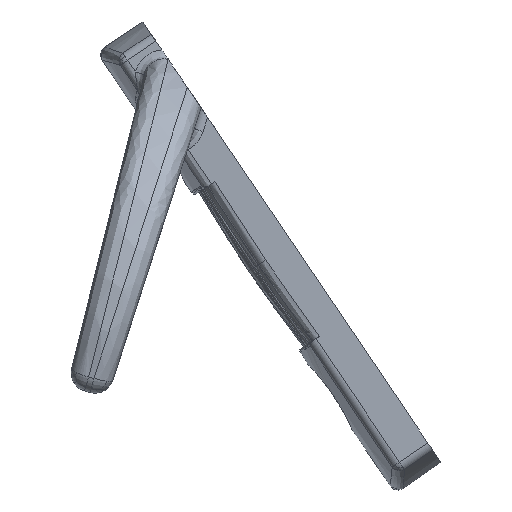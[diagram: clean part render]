
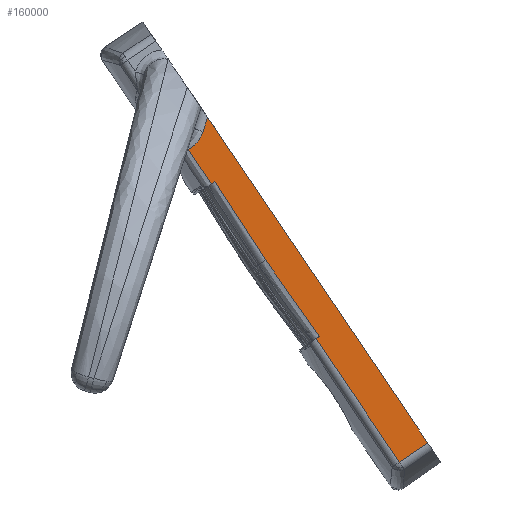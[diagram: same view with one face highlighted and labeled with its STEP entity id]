
A CAD part, left-side view. The second image highlights one B-rep face of the part: STEP entity #160000.
In plain terms, the highlighted planar face has unit normal (-1, 0, 0).
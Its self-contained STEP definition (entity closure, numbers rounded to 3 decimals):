
#18010=CARTESIAN_POINT('',(14.682,19.016,
46.337));
#18020=VERTEX_POINT('',#18010);
#18050=CARTESIAN_POINT('',(14.682,-19.093,
72.122));
#18060=DIRECTION('',(0.,0.828,
-0.56));
#18070=VECTOR('',#18060,1.);
#18080=LINE('',#18050,#18070);
#18090=CARTESIAN_POINT('',(14.682,15.983,
48.389));
#18100=VERTEX_POINT('',#18090);
#18110=EDGE_CURVE('',#18100,#18020,#18080,.T.);
#23210=CARTESIAN_POINT('',(14.682,33.351,
67.978));
#23220=VERTEX_POINT('',#23210);
#23970=CARTESIAN_POINT('',(14.682,38.787,
76.374));
#23980=VERTEX_POINT('',#23970);
#24010=CARTESIAN_POINT('',(14.682,50.104,
96.188));
#24020=CARTESIAN_POINT('',(14.682,49.334,
94.799));
#24030=CARTESIAN_POINT('',(14.682,48.563,
93.41));
#24040=CARTESIAN_POINT('',(14.682,47.792,
92.021));
#24050=CARTESIAN_POINT('',(14.682,47.021,
90.632));
#24060=CARTESIAN_POINT('',(14.682,46.251,
89.242));
#24070=CARTESIAN_POINT('',(14.682,45.48,
87.853));
#24080=CARTESIAN_POINT('',(14.682,44.634,
86.329));
#24090=CARTESIAN_POINT('',(14.682,44.498,
86.084));
#24100=CARTESIAN_POINT('',(14.682,44.361,
85.84));
#24110=CARTESIAN_POINT('',(14.682,44.227,
85.599));
#24120=CARTESIAN_POINT('',(14.682,44.086,
85.349));
#24130=CARTESIAN_POINT('',(14.682,43.951,
85.108));
#24140=CARTESIAN_POINT('',(14.682,43.61,
84.507));
#24150=CARTESIAN_POINT('',(14.682,43.41,
84.154));
#24160=CARTESIAN_POINT('',(14.682,43.009,
83.451));
#24170=CARTESIAN_POINT('',(14.682,42.606,
82.75));
#24180=CARTESIAN_POINT('',(14.682,41.995,
81.698));
#24190=CARTESIAN_POINT('',(14.682,41.378,
80.649));
#24200=CARTESIAN_POINT('',(14.682,40.548,
79.255));
#24210=CARTESIAN_POINT('',(14.682,39.919,
78.214));
#24220=CARTESIAN_POINT('',(14.682,38.65,
76.139));
#24230=CARTESIAN_POINT('',(14.682,37.575,
74.42));
#24240=CARTESIAN_POINT('',(14.682,36.485,
72.711));
#24250=CARTESIAN_POINT('',(14.682,35.602,
71.35));
#24260=CARTESIAN_POINT('',(14.682,34.708,
69.997));
#24270=CARTESIAN_POINT('',(14.682,34.033,
68.986));
#24280=CARTESIAN_POINT('',(14.682,33.351,
67.978));
#24290=B_SPLINE_CURVE_WITH_KNOTS('',7,(#24010,#24020,#24030,#24040,
#24050,#24060,#24070,#24080,#24090,#24100,#24110,#24120,#24130,#24140,
#24150,#24160,#24170,#24180,#24190,#24200,#24210,#24220,#24230,#24240,
#24250,#24260,#24270,#24280),.UNSPECIFIED.,.F.,.F.,(8,6,6,2,2,2,2,8),(0.
,0.469,0.559,0.689,0.819
,0.949,1.079,1.469),.UNSPECIFIED.);
#24300=EDGE_CURVE('',#23980,#23220,#24290,.T.);
#33310=CARTESIAN_POINT('',(14.682,-16.758,0.));
#33320=DIRECTION('',(0.,-0.56,
-0.828));
#33330=VECTOR('',#33320,1.);
#33340=LINE('',#33310,#33330);
#33350=CARTESIAN_POINT('',(14.682,39.549,
83.217));
#33360=VERTEX_POINT('',#33350);
#33370=EDGE_CURVE('',#33360,#18100,#33340,.T.);
#136440=CARTESIAN_POINT('',(14.682,40.033,
81.72));
#136450=VERTEX_POINT('',#136440);
#136500=CARTESIAN_POINT('',(14.682,40.041,
81.694));
#136510=DIRECTION('',(0.,0.308,
-0.952));
#136520=VECTOR('',#136510,1.);
#136530=LINE('',#136500,#136520);
#136540=EDGE_CURVE('',#33360,#136450,#136530,.T.);
#137090=CARTESIAN_POINT('',(14.682,41.647,
79.785));
#137100=CARTESIAN_POINT('',(14.682,41.529,
79.848));
#137110=CARTESIAN_POINT('',(14.682,41.418,
79.908));
#137120=CARTESIAN_POINT('',(14.682,41.009,
80.194));
#137130=CARTESIAN_POINT('',(14.682,40.753,
80.446));
#137140=CARTESIAN_POINT('',(14.682,40.38,
80.949));
#137150=CARTESIAN_POINT('',(14.682,40.242,
81.194));
#137160=CARTESIAN_POINT('',(14.682,40.132,
81.452));
#137170=CARTESIAN_POINT('',(14.682,40.121,
81.478));
#137180=CARTESIAN_POINT('',(14.682,40.085,
81.568));
#137190=CARTESIAN_POINT('',(14.682,40.059,
81.648));
#137200=CARTESIAN_POINT('',(14.682,40.033,
81.72));
#137210=B_SPLINE_CURVE_WITH_KNOTS('',3,(#137090,#137100,#137110,#137120,
#137130,#137140,#137150,#137160,#137170,#137180,#137190,#137200),
.UNSPECIFIED.,.F.,.F.,(4,2,2,2,2,4),(0.,0.355,
1.255,1.925,2.001,2.186),
.UNSPECIFIED.);
#137220=CARTESIAN_POINT('',(14.682,41.647,
79.785));
#137230=VERTEX_POINT('',#137220);
#137240=EDGE_CURVE('',#137230,#136450,#137210,.T.);
#156170=CARTESIAN_POINT('',(14.682,22.074,
50.857));
#156180=DIRECTION('',(0.,0.56,
0.828));
#156190=VECTOR('',#156180,1.);
#156200=LINE('',#156170,#156190);
#156210=CARTESIAN_POINT('',(14.682,39.166,
76.118));
#156220=VERTEX_POINT('',#156210);
#156230=EDGE_CURVE('',#156220,#137230,#156200,.T.);
#159240=CARTESIAN_POINT('',(14.682,13.198,
-72.297));
#159250=DIRECTION('',(-1.,0.,0.));
#159260=DIRECTION('',(0.,1.,0.));
#159270=AXIS2_PLACEMENT_3D('',#159240,#159250,#159260);
#159280=PLANE('',#159270);
#159290=ORIENTED_EDGE('',*,*,#18110,.F.);
#159300=CARTESIAN_POINT('',(14.682,45.05,
84.814));
#159310=DIRECTION('',(0.,-0.56,
-0.828));
#159320=VECTOR('',#159310,1.);
#159330=LINE('',#159300,#159320);
#159340=CARTESIAN_POINT('',(14.682,27.958,
59.552));
#159350=VERTEX_POINT('',#159340);
#159360=EDGE_CURVE('',#159350,#18020,#159330,.T.);
#159370=ORIENTED_EDGE('',*,*,#159360,.T.);
#159380=CARTESIAN_POINT('',(14.682,-11.209,
86.053));
#159390=DIRECTION('',(0.,-0.828,
0.56));
#159400=VECTOR('',#159390,1.);
#159410=LINE('',#159380,#159400);
#159420=CARTESIAN_POINT('',(14.682,27.579,
59.809));
#159430=VERTEX_POINT('',#159420);
#159440=EDGE_CURVE('',#159350,#159430,#159410,.T.);
#159450=ORIENTED_EDGE('',*,*,#159440,.F.);
#159460=CARTESIAN_POINT('',(14.682,33.351,
67.978));
#159470=CARTESIAN_POINT('',(14.682,32.72,
67.046));
#159480=CARTESIAN_POINT('',(14.682,32.084,
66.117));
#159490=CARTESIAN_POINT('',(14.682,31.442,
65.192));
#159500=CARTESIAN_POINT('',(14.682,30.796,
64.27));
#159510=CARTESIAN_POINT('',(14.682,29.814,
62.888));
#159520=CARTESIAN_POINT('',(14.682,29.483,
62.425));
#159530=CARTESIAN_POINT('',(14.682,29.15,
61.962));
#159540=CARTESIAN_POINT('',(14.682,28.816,
61.5));
#159550=CARTESIAN_POINT('',(14.682,28.146,
60.579));
#159560=CARTESIAN_POINT('',(14.682,27.809,
60.12));
#159570=CARTESIAN_POINT('',(14.682,27.471,
59.661));
#159580=CARTESIAN_POINT('',(14.682,27.132,
59.204));
#159590=CARTESIAN_POINT('',(14.682,26.707,
58.633));
#159600=CARTESIAN_POINT('',(14.682,26.621,
58.519));
#159610=CARTESIAN_POINT('',(14.682,26.536,
58.405));
#159620=CARTESIAN_POINT('',(14.682,26.451,
58.291));
#159630=CARTESIAN_POINT('',(14.682,26.28,
58.063));
#159640=CARTESIAN_POINT('',(14.682,26.194,
57.949));
#159650=CARTESIAN_POINT('',(14.682,26.109,
57.835));
#159660=CARTESIAN_POINT('',(14.682,26.023,
57.721));
#159670=CARTESIAN_POINT('',(14.682,25.766,
57.38));
#159680=CARTESIAN_POINT('',(14.682,25.594,
57.153));
#159690=CARTESIAN_POINT('',(14.682,25.422,
56.926));
#159700=CARTESIAN_POINT('',(14.682,25.249,
56.7));
#159710=CARTESIAN_POINT('',(14.682,24.731,
56.021));
#159720=CARTESIAN_POINT('',(14.682,24.384,
55.569));
#159730=CARTESIAN_POINT('',(14.682,24.035,
55.118));
#159740=CARTESIAN_POINT('',(14.682,23.686,
54.669));
#159750=CARTESIAN_POINT('',(14.682,22.742,
53.463));
#159760=CARTESIAN_POINT('',(14.682,22.146,
52.708));
#159770=CARTESIAN_POINT('',(14.682,21.547,
51.957));
#159780=CARTESIAN_POINT('',(14.682,20.943,
51.208));
#159790=CARTESIAN_POINT('',(14.682,18.937,
48.743));
#159800=CARTESIAN_POINT('',(14.682,17.537,
47.023));
#159810=CARTESIAN_POINT('',(14.682,16.137,
45.303));
#159820=CARTESIAN_POINT('',(14.682,14.738,
43.583));
#159830=CARTESIAN_POINT('',(14.682,13.338,
41.863));
#159840=B_SPLINE_CURVE_WITH_KNOTS('',5,(#159460,#159470,#159480,#159490,
#159500,#159510,#159520,#159530,#159540,#159550,#159560,#159570,#159580,
#159590,#159600,#159610,#159620,#159630,#159640,#159650,#159660,#159670,
#159680,#159690,#159700,#159710,#159720,#159730,#159740,#159750,#159760,
#159770,#159780,#159790,#159800,#159810,#159820,#159830),.UNSPECIFIED.,
.F.,.F.,(6,4,4,4,4,4,4,4,4,6),(-0.508,-0.25,
-0.119,0.011,0.044,
0.077,0.142,0.272,0.492
,1.),.UNSPECIFIED.);
#159850=EDGE_CURVE('',#23220,#159430,#159840,.T.);
#159860=ORIENTED_EDGE('',*,*,#159850,.T.);
#159870=ORIENTED_EDGE('',*,*,#24300,.T.);
#159880=CARTESIAN_POINT('',(14.682,11.208,
95.035));
#159890=DIRECTION('',(0.,0.828,
-0.56));
#159900=VECTOR('',#159890,1.);
#159910=LINE('',#159880,#159900);
#159920=EDGE_CURVE('',#23980,#156220,#159910,.T.);
#159930=ORIENTED_EDGE('',*,*,#159920,.F.);
#159940=ORIENTED_EDGE('',*,*,#156230,.F.);
#159950=ORIENTED_EDGE('',*,*,#137240,.F.);
#159960=ORIENTED_EDGE('',*,*,#136540,.T.);
#159970=ORIENTED_EDGE('',*,*,#33370,.F.);
#159980=EDGE_LOOP('',(#159970,#159960,#159950,#159940,#159930,#159870,
#159860,#159450,#159370,#159290));
#159990=FACE_OUTER_BOUND('',#159980,.T.);
#160000=ADVANCED_FACE('',(#159990),#159280,.T.);
